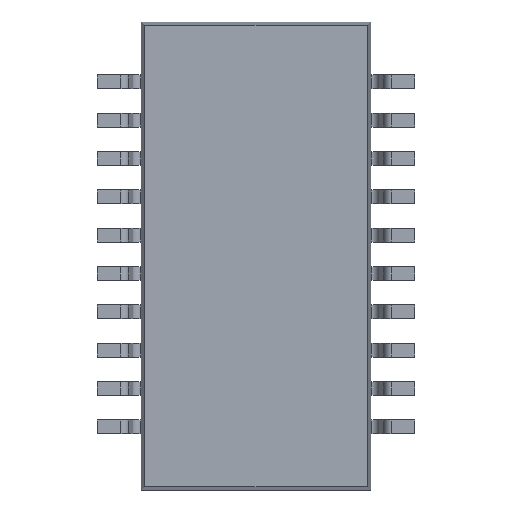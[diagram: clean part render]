
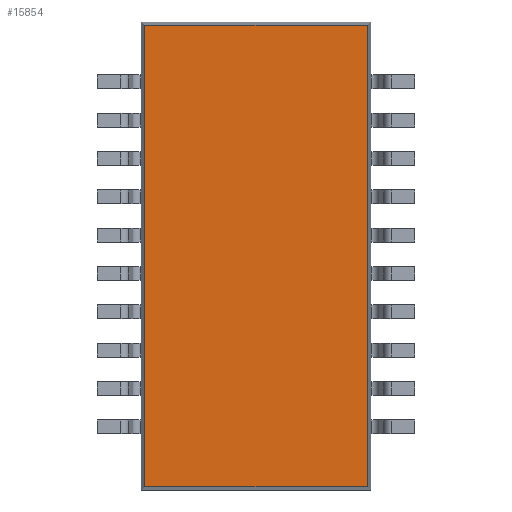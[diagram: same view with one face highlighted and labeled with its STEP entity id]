
A CAD part, left-side view. The second image highlights one B-rep face of the part: STEP entity #15854.
In plain terms, the highlighted planar face has unit normal (-1, 0, 0).
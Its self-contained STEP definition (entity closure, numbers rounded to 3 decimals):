
#438 = CARTESIAN_POINT ( 'NONE',  ( -1.225, 0., 0. ) ) ;
#1016 = ORIENTED_EDGE ( 'NONE', *, *, #22623, .F. ) ;
#1489 = DIRECTION ( 'NONE',  ( 0., 1., 0. ) ) ;
#2682 = ORIENTED_EDGE ( 'NONE', *, *, #24135, .F. ) ;
#2963 = DIRECTION ( 'NONE',  ( 0., -1., 0. ) ) ;
#3357 = VECTOR ( 'NONE', #16810, 1000. ) ;
#3695 = VECTOR ( 'NONE', #2963, 1000. ) ;
#5764 = VERTEX_POINT ( 'NONE', #7633 ) ;
#5816 = CARTESIAN_POINT ( 'NONE',  ( -1.225, 3.693, 7.643 ) ) ;
#6503 = CARTESIAN_POINT ( 'NONE',  ( -1.225, 3.693, 0. ) ) ;
#6776 = CARTESIAN_POINT ( 'NONE',  ( -1.225, -3.693, 0. ) ) ;
#7366 = FACE_OUTER_BOUND ( 'NONE', #30414, .T. ) ;
#7633 = CARTESIAN_POINT ( 'NONE',  ( -1.225, -3.693, -7.643 ) ) ;
#7857 = DIRECTION ( 'NONE',  ( 1., 0., 0. ) ) ;
#8831 = LINE ( 'NONE', #21325, #3695 ) ;
#11653 = CARTESIAN_POINT ( 'NONE',  ( -1.225, 3.693, -7.643 ) ) ;
#12217 = LINE ( 'NONE', #6776, #3357 ) ;
#13321 = VERTEX_POINT ( 'NONE', #5816 ) ;
#13516 = CARTESIAN_POINT ( 'NONE',  ( -1.225, -3.693, 7.643 ) ) ;
#13557 = VERTEX_POINT ( 'NONE', #11653 ) ;
#15854 = ADVANCED_FACE ( 'NONE', ( #7366 ), #30450, .F. ) ;
#16090 = AXIS2_PLACEMENT_3D ( 'NONE', #438, #7857, #17415 ) ;
#16545 = DIRECTION ( 'NONE',  ( 0., 0., 1. ) ) ;
#16810 = DIRECTION ( 'NONE',  ( 0., 0., -1. ) ) ;
#17415 = DIRECTION ( 'NONE',  ( 0., 0., -1. ) ) ;
#21325 = CARTESIAN_POINT ( 'NONE',  ( -1.225, 0., 7.643 ) ) ;
#22623 = EDGE_CURVE ( 'NONE', #13557, #13321, #31734, .T. ) ;
#24135 = EDGE_CURVE ( 'NONE', #13321, #30892, #8831, .T. ) ;
#27676 = VECTOR ( 'NONE', #1489, 1000. ) ;
#28197 = ORIENTED_EDGE ( 'NONE', *, *, #29482, .F. ) ;
#28423 = ORIENTED_EDGE ( 'NONE', *, *, #31944, .F. ) ;
#29282 = CARTESIAN_POINT ( 'NONE',  ( -1.225, 0., -7.643 ) ) ;
#29482 = EDGE_CURVE ( 'NONE', #30892, #5764, #12217, .T. ) ;
#30414 = EDGE_LOOP ( 'NONE', ( #28423, #28197, #2682, #1016 ) ) ;
#30450 = PLANE ( 'NONE',  #16090 ) ;
#30892 = VERTEX_POINT ( 'NONE', #13516 ) ;
#30936 = VECTOR ( 'NONE', #16545, 1000. ) ;
#31734 = LINE ( 'NONE', #6503, #30936 ) ;
#31944 = EDGE_CURVE ( 'NONE', #5764, #13557, #32136, .T. ) ;
#32136 = LINE ( 'NONE', #29282, #27676 ) ;
